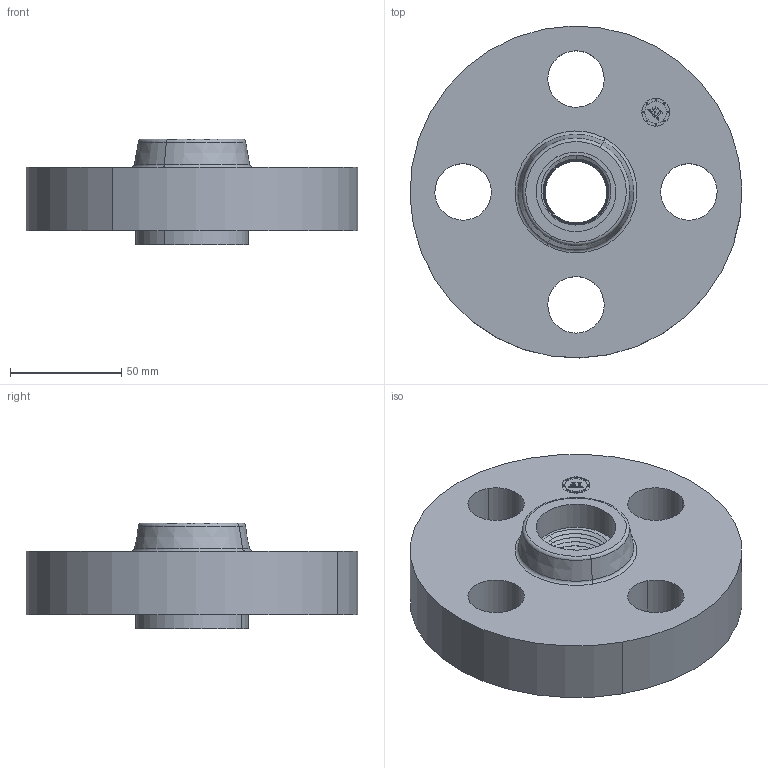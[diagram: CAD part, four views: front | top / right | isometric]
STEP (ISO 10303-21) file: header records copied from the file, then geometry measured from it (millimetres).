
FILE_DESCRIPTION(('3D STEP'),'2;1');
FILE_NAME('1-1500-THREADED-RF-FLANGE.stp','2013-03-11T02:08:43+00:00',('Texas Flange'),(''),'CATIA Version 5 Release 20 SP 6 (IN-10)','CATIA V5 STEP AP214','800-826-3801');
FILE_SCHEMA(('AUTOMOTIVE_DESIGN { 1 0 10303 214 1 1 1 1 }'));
Length unit declared in the file: inch
Products named in the file (1): 1-1500-THREADED-RF-FLANGE
Bounding box: 149.31 x 149.31 x 47.5 mm (x, y, z)
Volume: 440573 mm3; surface area: 62220 mm2
Topology: 1 solids, 1 shells, 573 faces, 1550 edges, 999 vertices
Faces by surface type: plane 370, bspline 131, cylinder 34, cone 34, torus 4
Entity records: 23135 total; most frequent: CARTESIAN_POINT 7508, ORIENTED_EDGE 3100, DIRECTION 1927, EDGE_CURVE 1550, VECTOR 1111, LINE 1111, VERTEX_POINT 999, EDGE_LOOP 603
